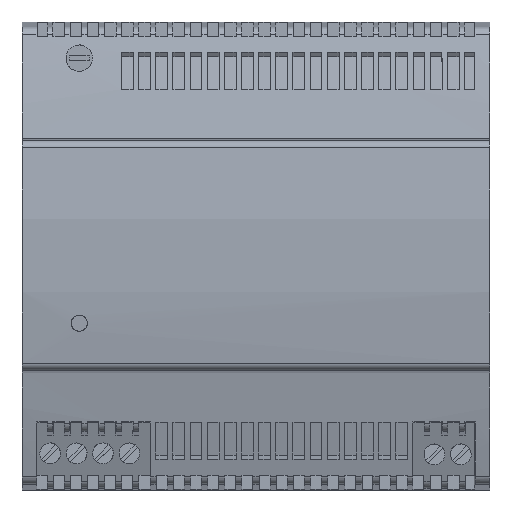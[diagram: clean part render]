
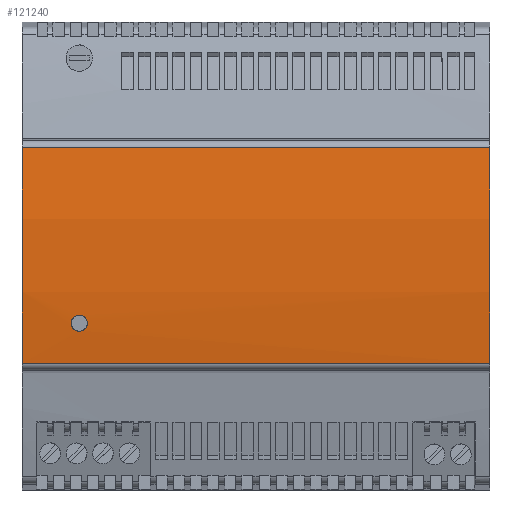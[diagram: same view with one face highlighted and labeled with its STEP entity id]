
A CAD part, top view. The second image highlights one B-rep face of the part: STEP entity #121240.
In plain terms, the highlighted cylindrical face has radius 140 mm (diameter 280 mm), a partial arc.
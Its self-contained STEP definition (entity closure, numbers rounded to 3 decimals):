
#117530=CARTESIAN_POINT('',(20.802,59.475,-62.95));
#117540=VERTEX_POINT('',#117530);
#117570=CARTESIAN_POINT('',(-0.002,-78.971,
-62.95));
#117580=DIRECTION('',(0.,0.,1.));
#117590=DIRECTION('',(1.,0.,0.));
#117600=AXIS2_PLACEMENT_3D('',#117570,#117580,#117590);
#117610=CIRCLE('',#117600,140.);
#117620=CARTESIAN_POINT('',(-20.805,59.475,-62.95));
#117630=VERTEX_POINT('',#117620);
#117640=EDGE_CURVE('',#117540,#117630,#117610,.T.);
#119840=CARTESIAN_POINT('',(-20.805,59.475,27.05));
#119850=VERTEX_POINT('',#119840);
#119880=CARTESIAN_POINT('',(-0.002,-78.971,27.05
));
#119890=DIRECTION('',(0.,0.,1.));
#119900=DIRECTION('',(1.,0.,0.));
#119910=AXIS2_PLACEMENT_3D('',#119880,#119890,#119900);
#119920=CIRCLE('',#119910,140.);
#119930=CARTESIAN_POINT('',(20.802,59.475,27.05));
#119940=VERTEX_POINT('',#119930);
#119950=EDGE_CURVE('',#119940,#119850,#119920,.T.);
#120330=CARTESIAN_POINT('',(-0.002,-78.971,
-43.15));
#120340=DIRECTION('',(0.,0.,1.));
#120350=DIRECTION('',(1.,0.,0.));
#120360=AXIS2_PLACEMENT_3D('',#120330,#120340,#120350);
#120370=CYLINDRICAL_SURFACE('',#120360,140.);
#120380=CARTESIAN_POINT('',(14.548,60.165,
16.604));
#120390=CARTESIAN_POINT('',(14.548,60.165,
15.496));
#120400=CARTESIAN_POINT('',(14.253,60.191,
14.985));
#120410=CARTESIAN_POINT('',(13.294,60.273,
14.431));
#120420=CARTESIAN_POINT('',(12.703,60.324,
14.431));
#120430=CARTESIAN_POINT('',(11.744,60.406,
14.985));
#120440=CARTESIAN_POINT('',(11.448,60.432,
15.496));
#120450=CARTESIAN_POINT('',(11.448,60.432,
16.604));
#120460=CARTESIAN_POINT('',(11.744,60.406,
17.115));
#120470=CARTESIAN_POINT('',(12.703,60.324,
17.669));
#120480=CARTESIAN_POINT('',(13.294,60.273,
17.669));
#120490=CARTESIAN_POINT('',(14.253,60.191,
17.115));
#120500=CARTESIAN_POINT('',(14.548,60.165,
16.604));
#120510=CARTESIAN_POINT('',(14.548,60.165,
15.496));
#120520=B_SPLINE_CURVE_WITH_KNOTS('',3,(#120380,#120390,#120400,#120410,
#120420,#120430,#120440,#120450,#120460,#120470,#120480,#120490,#120500,
#120510),.UNSPECIFIED.,.T.,.F.,(2,2,2,2,2,2,2,2,2),(-1.,0.,1.,2.,3.,4.,
5.,6.,7.),.UNSPECIFIED.);
#120530=DIRECTION('',(0.086,0.996,0.));
#120540=VECTOR('',#120530,1.);
#120550=SURFACE_OF_LINEAR_EXTRUSION('',#120520,#120540);
#120560=CARTESIAN_POINT('',(14.557,60.27,16.05));
#120570=CARTESIAN_POINT('',(14.557,60.27,
15.823));
#120580=CARTESIAN_POINT('',(14.507,60.275,
15.596));
#120590=CARTESIAN_POINT('',(14.411,60.285,
15.391));
#120600=CARTESIAN_POINT('',(14.314,60.295,
15.185));
#120610=CARTESIAN_POINT('',(14.172,60.31,
15.001));
#120620=CARTESIAN_POINT('',(13.998,60.327,
14.857));
#120630=CARTESIAN_POINT('',(13.719,60.355,
14.625));
#120640=CARTESIAN_POINT('',(13.368,60.39,
14.5));
#120650=CARTESIAN_POINT('',(13.009,60.423,
14.5));
#120660=CARTESIAN_POINT('',(12.65,60.457,
14.5));
#120670=CARTESIAN_POINT('',(12.298,60.488,
14.626));
#120680=CARTESIAN_POINT('',(12.019,60.512,
14.858));
#120690=CARTESIAN_POINT('',(11.844,60.527,
15.003));
#120700=CARTESIAN_POINT('',(11.703,60.539,
15.186));
#120710=CARTESIAN_POINT('',(11.606,60.547,
15.392));
#120720=CARTESIAN_POINT('',(11.509,60.555,
15.599));
#120730=CARTESIAN_POINT('',(11.459,60.559,
15.823));
#120740=CARTESIAN_POINT('',(11.459,60.559,16.05));
#120750=B_SPLINE_CURVE_WITH_KNOTS('',3,(#120560,#120570,#120580,#120590,
#120600,#120610,#120620,#120630,#120640,#120650,#120660,#120670,#120680,
#120690,#120700,#120710,#120720,#120730,#120740),.UNSPECIFIED.,.F.,.F.,(
4,3,3,3,3,3,4),(0.,0.681,1.362,2.439,
3.517,4.199,4.879),.UNSPECIFIED.);
#120760=SURFACE_CURVE('',#120750,(#120370,#120550),.CURVE_3D.);
#120770=CARTESIAN_POINT('',(14.557,60.27,16.05));
#120780=VERTEX_POINT('',#120770);
#120790=CARTESIAN_POINT('',(11.459,60.559,16.05));
#120800=VERTEX_POINT('',#120790);
#120810=EDGE_CURVE('',#120780,#120800,#120760,.T.);
#120820=ORIENTED_EDGE('',*,*,#120810,.F.);
#120830=CARTESIAN_POINT('',(11.459,60.559,16.05));
#120840=CARTESIAN_POINT('',(11.459,60.559,
16.277));
#120850=CARTESIAN_POINT('',(11.51,60.555,
16.504));
#120860=CARTESIAN_POINT('',(11.607,60.547,
16.709));
#120870=CARTESIAN_POINT('',(11.704,60.539,
16.915));
#120880=CARTESIAN_POINT('',(11.846,60.527,
17.099));
#120890=CARTESIAN_POINT('',(12.02,60.512,
17.243));
#120900=CARTESIAN_POINT('',(12.299,60.488,
17.475));
#120910=CARTESIAN_POINT('',(12.651,60.457,
17.6));
#120920=CARTESIAN_POINT('',(13.009,60.423,
17.6));
#120930=CARTESIAN_POINT('',(13.368,60.39,
17.6));
#120940=CARTESIAN_POINT('',(13.721,60.355,
17.474));
#120950=CARTESIAN_POINT('',(13.999,60.327,
17.242));
#120960=CARTESIAN_POINT('',(14.174,60.31,
17.097));
#120970=CARTESIAN_POINT('',(14.314,60.295,
16.914));
#120980=CARTESIAN_POINT('',(14.411,60.285,
16.708));
#120990=CARTESIAN_POINT('',(14.508,60.275,
16.501));
#121000=CARTESIAN_POINT('',(14.557,60.27,
16.277));
#121010=CARTESIAN_POINT('',(14.557,60.27,16.05));
#121020=B_SPLINE_CURVE_WITH_KNOTS('',3,(#120830,#120840,#120850,#120860,
#120870,#120880,#120890,#120900,#120910,#120920,#120930,#120940,#120950,
#120960,#120970,#120980,#120990,#121000,#121010),.UNSPECIFIED.,.F.,.F.,(
4,3,3,3,3,3,4),(0.,0.681,1.362,2.439,
3.517,4.199,4.879),.UNSPECIFIED.);
#121030=SURFACE_CURVE('',#121020,(#120370,#120550),.CURVE_3D.);
#121040=EDGE_CURVE('',#120800,#120780,#121030,.T.);
#121050=ORIENTED_EDGE('',*,*,#121040,.F.);
#121060=EDGE_LOOP('',(#121050,#120820));
#121070=FACE_BOUND('',#121060,.T.);
#121080=ORIENTED_EDGE('',*,*,#119950,.F.);
#121090=CARTESIAN_POINT('',(-20.805,59.475,-43.15));
#121100=DIRECTION('',(0.,0.,1.));
#121110=VECTOR('',#121100,1.);
#121120=LINE('',#121090,#121110);
#121130=EDGE_CURVE('',#117630,#119850,#121120,.T.);
#121140=ORIENTED_EDGE('',*,*,#121130,.T.);
#121150=ORIENTED_EDGE('',*,*,#117640,.T.);
#121160=CARTESIAN_POINT('',(20.802,59.475,-43.15));
#121170=DIRECTION('',(0.,0.,1.));
#121180=VECTOR('',#121170,1.);
#121190=LINE('',#121160,#121180);
#121200=EDGE_CURVE('',#117540,#119940,#121190,.T.);
#121210=ORIENTED_EDGE('',*,*,#121200,.F.);
#121220=EDGE_LOOP('',(#121210,#121150,#121140,#121080));
#121230=FACE_OUTER_BOUND('',#121220,.T.);
#121240=ADVANCED_FACE('',(#121070,#121230),#120370,.T.);
